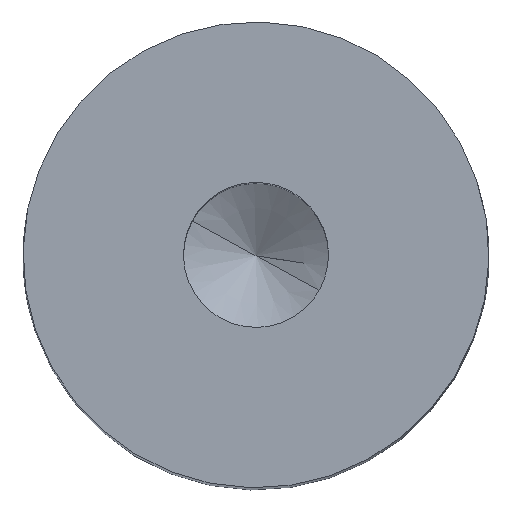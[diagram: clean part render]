
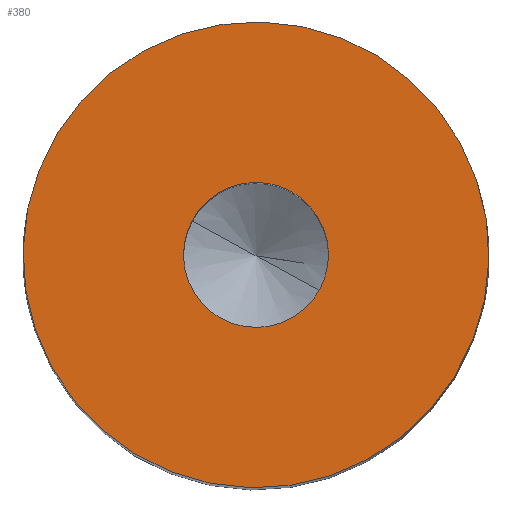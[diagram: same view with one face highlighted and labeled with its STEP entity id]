
A CAD part, top view. The second image highlights one B-rep face of the part: STEP entity #380.
In plain terms, the highlighted planar face has unit normal (0, 0, 1).
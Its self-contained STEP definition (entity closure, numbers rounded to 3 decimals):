
#109=DIRECTION('Axis2P3D Direction',(0.,0.,1.)) ;
#313=DIRECTION('Axis2P3D Direction',(0.,0.,-1.)) ;
#339=DIRECTION('Axis2P3D Direction',(0.,0.,-1.)) ;
#363=DIRECTION('Axis2P3D Direction',(0.,0.,1.)) ;
#364=DIRECTION('Axis2P3D XDirection',(1.,-0.,0.)) ;
#368=DIRECTION('Axis2P3D Direction',(0.,0.,1.)) ;
#105=CARTESIAN_POINT('Vertex',(-3.787,6.933,0.)) ;
#108=CARTESIAN_POINT('Axis2P3D Location',(0.,0.,0.)) ;
#112=CARTESIAN_POINT('Vertex',(3.787,-6.933,0.)) ;
#312=CARTESIAN_POINT('Axis2P3D Location',(0.,0.,0.)) ;
#316=CARTESIAN_POINT('Vertex',(2.158,-1.179,0.)) ;
#318=CARTESIAN_POINT('Vertex',(-2.158,1.179,0.)) ;
#338=CARTESIAN_POINT('Axis2P3D Location',(0.,0.,0.)) ;
#362=CARTESIAN_POINT('Axis2P3D Location',(0.,0.,0.)) ;
#367=CARTESIAN_POINT('Axis2P3D Location',(0.,0.,0.)) ;
#110=AXIS2_PLACEMENT_3D('Circle Axis2P3D',#108,#109,$) ;
#314=AXIS2_PLACEMENT_3D('Circle Axis2P3D',#312,#313,$) ;
#340=AXIS2_PLACEMENT_3D('Circle Axis2P3D',#338,#339,$) ;
#365=AXIS2_PLACEMENT_3D('Plane Axis2P3D',#362,#363,#364) ;
#369=AXIS2_PLACEMENT_3D('Circle Axis2P3D',#367,#368,$) ;
#379=FACE_BOUND('',#376,.T.) ;
#114=EDGE_CURVE('',#113,#106,#111,.T.) ;
#320=EDGE_CURVE('',#317,#319,#315,.F.) ;
#342=EDGE_CURVE('',#319,#317,#341,.F.) ;
#371=EDGE_CURVE('',#106,#113,#370,.T.) ;
#366=PLANE('Plane',#365) ;
#373=ORIENTED_EDGE('',*,*,#114,.T.) ;
#374=ORIENTED_EDGE('',*,*,#371,.T.) ;
#377=ORIENTED_EDGE('',*,*,#342,.F.) ;
#378=ORIENTED_EDGE('',*,*,#320,.F.) ;
#380=ADVANCED_FACE('Corps principal',(#375,#379),#366,.T.) ;
#111=CIRCLE('generated circle',#110,7.9) ;
#315=CIRCLE('generated circle',#314,2.459) ;
#341=CIRCLE('generated circle',#340,2.459) ;
#370=CIRCLE('generated circle',#369,7.9) ;
#106=VERTEX_POINT('',#105) ;
#113=VERTEX_POINT('',#112) ;
#317=VERTEX_POINT('',#316) ;
#319=VERTEX_POINT('',#318) ;
#372=EDGE_LOOP('',(#373,#374)) ;
#376=EDGE_LOOP('',(#377,#378)) ;
#375=FACE_OUTER_BOUND('',#372,.T.) ;
